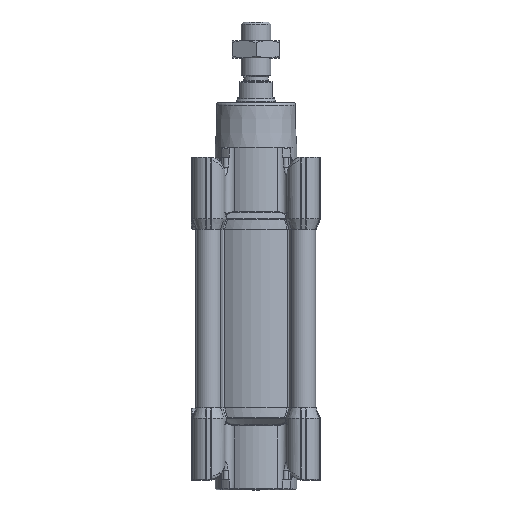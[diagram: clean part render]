
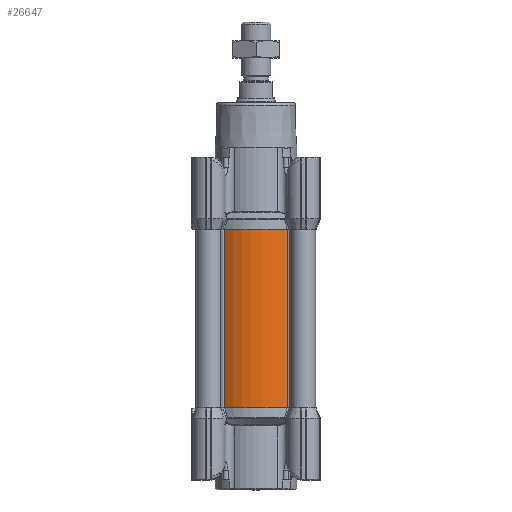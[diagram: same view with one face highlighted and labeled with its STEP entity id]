
A CAD part, top view. The second image highlights one B-rep face of the part: STEP entity #26647.
In plain terms, the highlighted cylindrical face has radius 22 mm (diameter 44 mm), a partial arc.
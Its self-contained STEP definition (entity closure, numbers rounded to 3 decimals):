
#9194 = CARTESIAN_POINT ( 'NONE',  ( 0., 101., 0. ) ) ;
#15334 = CARTESIAN_POINT ( 'NONE',  ( -12.645, 76., 18.003 ) ) ;
#15425 = VERTEX_POINT ( 'NONE', #39579 ) ;
#21237 = VERTEX_POINT ( 'NONE', #96535 ) ;
#26647 = ADVANCED_FACE ( 'NONE', ( #73094 ), #48295, .T. ) ;
#26800 = DIRECTION ( 'NONE',  ( 0., 1., 0. ) ) ;
#28073 = EDGE_CURVE ( 'NONE', #21237, #116444, #49646, .T. ) ;
#30670 = CARTESIAN_POINT ( 'NONE',  ( 0., 76., 0. ) ) ;
#35601 = AXIS2_PLACEMENT_3D ( 'NONE', #9194, #98806, #105929 ) ;
#35618 = CARTESIAN_POINT ( 'NONE',  ( 0., 29., 0. ) ) ;
#36581 = ORIENTED_EDGE ( 'NONE', *, *, #84932, .T. ) ;
#36948 = VERTEX_POINT ( 'NONE', #110853 ) ;
#37717 = DIRECTION ( 'NONE',  ( 0., -1., 0. ) ) ;
#39047 = CARTESIAN_POINT ( 'NONE',  ( 12.645, 76., 18.003 ) ) ;
#39579 = CARTESIAN_POINT ( 'NONE',  ( -12.645, 29., 18.003 ) ) ;
#40790 = DIRECTION ( 'NONE',  ( 0., -1., 0. ) ) ;
#48295 = CYLINDRICAL_SURFACE ( 'NONE', #98687, 22. ) ;
#49646 = LINE ( 'NONE', #39047, #82579 ) ;
#56000 = DIRECTION ( 'NONE',  ( 0., 0., 1. ) ) ;
#60159 = LINE ( 'NONE', #15334, #98633 ) ;
#60295 = CIRCLE ( 'NONE', #97984, 22. ) ;
#61932 = CIRCLE ( 'NONE', #35601, 22. ) ;
#62745 = DIRECTION ( 'NONE',  ( 0., 0., -1. ) ) ;
#64998 = ORIENTED_EDGE ( 'NONE', *, *, #114679, .F. ) ;
#73094 = FACE_OUTER_BOUND ( 'NONE', #80356, .T. ) ;
#80356 = EDGE_LOOP ( 'NONE', ( #36581, #100530, #64998, #91258 ) ) ;
#82579 = VECTOR ( 'NONE', #40790, 1000. ) ;
#84932 = EDGE_CURVE ( 'NONE', #15425, #116444, #60295, .T. ) ;
#88329 = EDGE_CURVE ( 'NONE', #36948, #15425, #60159, .T. ) ;
#91258 = ORIENTED_EDGE ( 'NONE', *, *, #88329, .T. ) ;
#91278 = CARTESIAN_POINT ( 'NONE',  ( 12.645, 29., 18.003 ) ) ;
#96535 = CARTESIAN_POINT ( 'NONE',  ( 12.645, 101., 18.003 ) ) ;
#97984 = AXIS2_PLACEMENT_3D ( 'NONE', #35618, #26800, #62745 ) ;
#98633 = VECTOR ( 'NONE', #114385, 1000. ) ;
#98687 = AXIS2_PLACEMENT_3D ( 'NONE', #30670, #37717, #56000 ) ;
#98806 = DIRECTION ( 'NONE',  ( 0., 1., 0. ) ) ;
#100530 = ORIENTED_EDGE ( 'NONE', *, *, #28073, .F. ) ;
#105929 = DIRECTION ( 'NONE',  ( 0., 0., -1. ) ) ;
#110853 = CARTESIAN_POINT ( 'NONE',  ( -12.645, 101., 18.003 ) ) ;
#114385 = DIRECTION ( 'NONE',  ( 0., -1., 0. ) ) ;
#114679 = EDGE_CURVE ( 'NONE', #36948, #21237, #61932, .T. ) ;
#116444 = VERTEX_POINT ( 'NONE', #91278 ) ;
